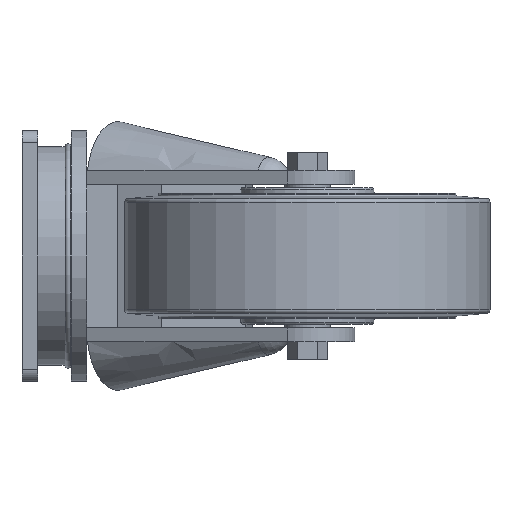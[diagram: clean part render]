
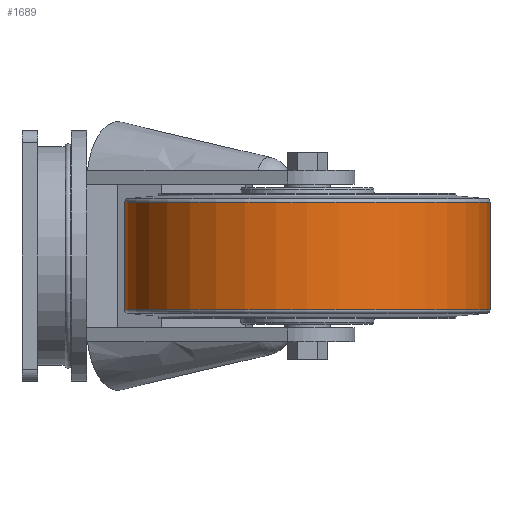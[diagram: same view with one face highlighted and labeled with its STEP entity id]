
A CAD part, left-side view. The second image highlights one B-rep face of the part: STEP entity #1689.
In plain terms, the highlighted cylindrical face has radius 80 mm (diameter 160 mm), a full revolution.
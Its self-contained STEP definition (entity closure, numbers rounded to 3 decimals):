
#69=CYLINDRICAL_SURFACE('',#1863,80.);
#135=CIRCLE('',#1862,80.);
#136=CIRCLE('',#1864,80.);
#429=ORIENTED_EDGE('',*,*,#752,.T.);
#430=ORIENTED_EDGE('',*,*,#751,.F.);
#751=EDGE_CURVE('',#939,#939,#135,.T.);
#752=EDGE_CURVE('',#940,#940,#136,.T.);
#939=VERTEX_POINT('',#2822);
#940=VERTEX_POINT('',#2825);
#1358=EDGE_LOOP('',(#429));
#1359=EDGE_LOOP('',(#430));
#1516=FACE_BOUND('',#1358,.T.);
#1517=FACE_BOUND('',#1359,.T.);
#1689=ADVANCED_FACE('',(#1516,#1517),#69,.T.);
#1862=AXIS2_PLACEMENT_3D('',#2821,#2245,#2246);
#1863=AXIS2_PLACEMENT_3D('',#2823,#2247,#2248);
#1864=AXIS2_PLACEMENT_3D('',#2824,#2249,#2250);
#2245=DIRECTION('',(0.,0.,-1.));
#2246=DIRECTION('',(-1.,0.,0.));
#2247=DIRECTION('',(0.,0.,-1.));
#2248=DIRECTION('',(-1.,0.,0.));
#2249=DIRECTION('',(0.,0.,-1.));
#2250=DIRECTION('',(-1.,0.,0.));
#2821=CARTESIAN_POINT('',(0.,0.,-23.626));
#2822=CARTESIAN_POINT('',(-80.,0.,-23.626));
#2823=CARTESIAN_POINT('',(0.,0.,-30.));
#2824=CARTESIAN_POINT('',(0.,0.,23.626));
#2825=CARTESIAN_POINT('',(-80.,0.,23.626));
